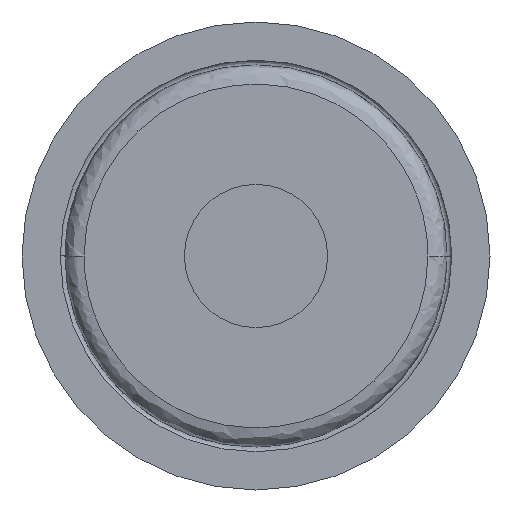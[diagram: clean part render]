
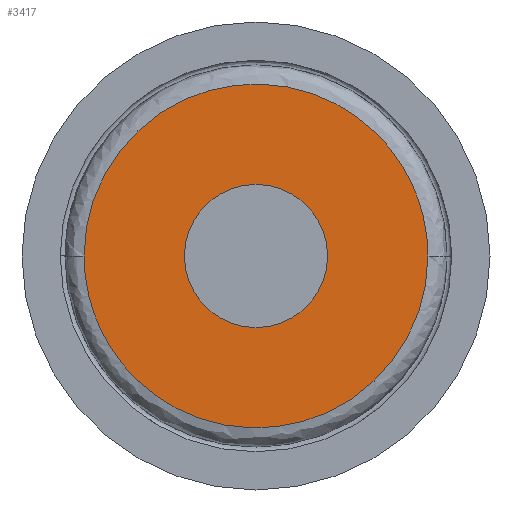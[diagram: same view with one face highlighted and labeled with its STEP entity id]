
A CAD part, front view. The second image highlights one B-rep face of the part: STEP entity #3417.
In plain terms, the highlighted planar face has unit normal (0, -1, 0).
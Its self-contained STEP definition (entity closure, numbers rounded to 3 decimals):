
#1578 = ( BOUNDED_SURFACE() B_SPLINE_SURFACE(3,3,(
    (#1579,#1580,#1581,#1582)
    ,(#1583,#1584,#1585,#1586)
    ,(#1587,#1588,#1589,#1590)
    ,(#1591,#1592,#1593,#1594
)),.UNSPECIFIED.,.F.,.F.,.F.) B_SPLINE_SURFACE_WITH_KNOTS((4,4),(4,4),(
    0.,1.),(0.,1.),.PIECEWISE_BEZIER_KNOTS.) 
GEOMETRIC_REPRESENTATION_ITEM() RATIONAL_B_SPLINE_SURFACE((
    (1.,0.333,0.333,1.)
    ,(0.805,0.268,0.268,0.805)
    ,(0.805,0.268,0.268,0.805)
,(1.,0.333,0.333,1.
))) REPRESENTATION_ITEM('') SURFACE() );
#1579 = CARTESIAN_POINT('',(-20.,0.,0.
    ));
#1580 = CARTESIAN_POINT('',(-20.,0.,40.));
#1581 = CARTESIAN_POINT('',(20.,0.,40.));
#1582 = CARTESIAN_POINT('',(20.,0.,0.)
  );
#1583 = CARTESIAN_POINT('',(-20.,-1.172,
    0.));
#1584 = CARTESIAN_POINT('',(-20.,-1.172,
    40.));
#1585 = CARTESIAN_POINT('',(20.,-1.172,
    40.));
#1586 = CARTESIAN_POINT('',(20.,-1.172,
    0.));
#1587 = CARTESIAN_POINT('',(-19.172,-2.,
    0.));
#1588 = CARTESIAN_POINT('',(-19.172,-2.,
    38.343));
#1589 = CARTESIAN_POINT('',(19.172,-2.,
    38.343));
#1590 = CARTESIAN_POINT('',(19.172,-2.,
    0.));
#1591 = CARTESIAN_POINT('',(-18.,-2.,0.));
#1592 = CARTESIAN_POINT('',(-18.,-2.,36.));
#1593 = CARTESIAN_POINT('',(18.,-2.,36.));
#1594 = CARTESIAN_POINT('',(18.,-2.,0.));
#1632 = VERTEX_POINT('',#1633);
#1633 = CARTESIAN_POINT('',(-18.,-2.,0.));
#1670 = ( BOUNDED_SURFACE() B_SPLINE_SURFACE(3,3,(
    (#1671,#1672,#1673,#1674)
    ,(#1675,#1676,#1677,#1678)
    ,(#1679,#1680,#1681,#1682)
    ,(#1683,#1684,#1685,#1686
)),.UNSPECIFIED.,.F.,.F.,.F.) B_SPLINE_SURFACE_WITH_KNOTS((4,4),(4,4),(
    0.,1.),(0.,1.),.PIECEWISE_BEZIER_KNOTS.) 
GEOMETRIC_REPRESENTATION_ITEM() RATIONAL_B_SPLINE_SURFACE((
    (1.,0.333,0.333,1.)
    ,(0.805,0.268,0.268,0.805)
    ,(0.805,0.268,0.268,0.805)
,(1.,0.333,0.333,1.
))) REPRESENTATION_ITEM('') SURFACE() );
#1671 = CARTESIAN_POINT('',(20.,0.,0.));
#1672 = CARTESIAN_POINT('',(20.,0.,-40.));
#1673 = CARTESIAN_POINT('',(-20.,0.,-40.));
#1674 = CARTESIAN_POINT('',(-20.,0.,0.
    ));
#1675 = CARTESIAN_POINT('',(20.,-1.172,0.));
#1676 = CARTESIAN_POINT('',(20.,-1.172,
    -40.));
#1677 = CARTESIAN_POINT('',(-20.,-1.172,
    -40.));
#1678 = CARTESIAN_POINT('',(-20.,-1.172,
    0.));
#1679 = CARTESIAN_POINT('',(19.172,-2.,0.));
#1680 = CARTESIAN_POINT('',(19.172,-2.,
    -38.343));
#1681 = CARTESIAN_POINT('',(-19.172,-2.,
    -38.343));
#1682 = CARTESIAN_POINT('',(-19.172,-2.,
    0.));
#1683 = CARTESIAN_POINT('',(18.,-2.,0.));
#1684 = CARTESIAN_POINT('',(18.,-2.,-36.));
#1685 = CARTESIAN_POINT('',(-18.,-2.,-36.));
#1686 = CARTESIAN_POINT('',(-18.,-2.,0.));
#1716 = EDGE_CURVE('',#1632,#1717,#1719,.T.);
#1717 = VERTEX_POINT('',#1718);
#1718 = CARTESIAN_POINT('',(18.,-2.,0.));
#1719 = SURFACE_CURVE('',#1720,(#1725,#1731),.PCURVE_S1.);
#1720 = ( BOUNDED_CURVE() B_SPLINE_CURVE(3,(#1721,#1722,#1723,#1724),
.UNSPECIFIED.,.F.,.F.) B_SPLINE_CURVE_WITH_KNOTS((4,4),(0.,1.),
.PIECEWISE_BEZIER_KNOTS.) CURVE() GEOMETRIC_REPRESENTATION_ITEM() 
RATIONAL_B_SPLINE_CURVE((1.,0.333,0.333,1.)) 
REPRESENTATION_ITEM('') );
#1721 = CARTESIAN_POINT('',(-18.,-2.,0.));
#1722 = CARTESIAN_POINT('',(-18.,-2.,36.));
#1723 = CARTESIAN_POINT('',(18.,-2.,36.));
#1724 = CARTESIAN_POINT('',(18.,-2.,0.));
#1725 = PCURVE('',#1578,#1726);
#1726 = DEFINITIONAL_REPRESENTATION('',(#1727),#1730);
#1727 = B_SPLINE_CURVE_WITH_KNOTS('',1,(#1728,#1729),.UNSPECIFIED.,.F.,
  .F.,(2,2),(0.,1.),.PIECEWISE_BEZIER_KNOTS.);
#1728 = CARTESIAN_POINT('',(1.,0.));
#1729 = CARTESIAN_POINT('',(1.,1.));
#1730 = ( GEOMETRIC_REPRESENTATION_CONTEXT(2) 
PARAMETRIC_REPRESENTATION_CONTEXT() REPRESENTATION_CONTEXT('2D SPACE',''
  ) );
#1731 = PCURVE('',#1732,#1737);
#1732 = PLANE('',#1733);
#1733 = AXIS2_PLACEMENT_3D('',#1734,#1735,#1736);
#1734 = CARTESIAN_POINT('',(12.75,-2.,0.));
#1735 = DIRECTION('',(0.,-1.,0.));
#1736 = DIRECTION('',(0.,0.,-1.));
#1737 = DEFINITIONAL_REPRESENTATION('',(#1738),#1743);
#1738 = ( BOUNDED_CURVE() B_SPLINE_CURVE(3,(#1739,#1740,#1741,#1742),
.UNSPECIFIED.,.F.,.F.) B_SPLINE_CURVE_WITH_KNOTS((4,4),(0.,1.),
.PIECEWISE_BEZIER_KNOTS.) CURVE() GEOMETRIC_REPRESENTATION_ITEM() 
RATIONAL_B_SPLINE_CURVE((1.,0.333,0.333,1.)) 
REPRESENTATION_ITEM('') );
#1739 = CARTESIAN_POINT('',(0.,-30.75));
#1740 = CARTESIAN_POINT('',(-36.,-30.75));
#1741 = CARTESIAN_POINT('',(-36.,5.25));
#1742 = CARTESIAN_POINT('',(0.,5.25));
#1743 = ( GEOMETRIC_REPRESENTATION_CONTEXT(2) 
PARAMETRIC_REPRESENTATION_CONTEXT() REPRESENTATION_CONTEXT('2D SPACE',''
  ) );
#2125 = VERTEX_POINT('',#2126);
#2126 = CARTESIAN_POINT('',(0.,-2.,-7.5));
#2133 = CYLINDRICAL_SURFACE('',#2134,7.5);
#2134 = AXIS2_PLACEMENT_3D('',#2135,#2136,#2137);
#2135 = CARTESIAN_POINT('',(0.,-1.8,0.));
#2136 = DIRECTION('',(0.,1.,0.));
#2137 = DIRECTION('',(0.,0.,-1.));
#2145 = CYLINDRICAL_SURFACE('',#2146,7.5);
#2146 = AXIS2_PLACEMENT_3D('',#2147,#2148,#2149);
#2147 = CARTESIAN_POINT('',(0.,-1.8,0.));
#2148 = DIRECTION('',(0.,1.,0.));
#2149 = DIRECTION('',(0.,0.,-1.));
#2157 = EDGE_CURVE('',#2125,#2158,#2160,.T.);
#2158 = VERTEX_POINT('',#2159);
#2159 = CARTESIAN_POINT('',(0.,-2.,7.5));
#2160 = SURFACE_CURVE('',#2161,(#2166,#2173),.PCURVE_S1.);
#2161 = CIRCLE('',#2162,7.5);
#2162 = AXIS2_PLACEMENT_3D('',#2163,#2164,#2165);
#2163 = CARTESIAN_POINT('',(0.,-2.,0.));
#2164 = DIRECTION('',(0.,1.,0.));
#2165 = DIRECTION('',(0.,0.,-1.));
#2166 = PCURVE('',#2133,#2167);
#2167 = DEFINITIONAL_REPRESENTATION('',(#2168),#2172);
#2168 = LINE('',#2169,#2170);
#2169 = CARTESIAN_POINT('',(0.,-0.2));
#2170 = VECTOR('',#2171,1.);
#2171 = DIRECTION('',(1.,0.));
#2172 = ( GEOMETRIC_REPRESENTATION_CONTEXT(2) 
PARAMETRIC_REPRESENTATION_CONTEXT() REPRESENTATION_CONTEXT('2D SPACE',''
  ) );
#2173 = PCURVE('',#1732,#2174);
#2174 = DEFINITIONAL_REPRESENTATION('',(#2175),#2183);
#2175 = ( BOUNDED_CURVE() B_SPLINE_CURVE(2,(#2176,#2177,#2178,#2179,
#2180,#2181,#2182),.UNSPECIFIED.,.T.,.F.) B_SPLINE_CURVE_WITH_KNOTS((1,2
    ,2,2,2,1),(-2.094,0.,2.094,4.189,
6.283,8.378),.UNSPECIFIED.) CURVE() 
GEOMETRIC_REPRESENTATION_ITEM() RATIONAL_B_SPLINE_CURVE((1.,0.5,1.,0.5,
1.,0.5,1.)) REPRESENTATION_ITEM('') );
#2176 = CARTESIAN_POINT('',(7.5,-12.75));
#2177 = CARTESIAN_POINT('',(7.5,-25.74));
#2178 = CARTESIAN_POINT('',(-3.75,-19.245));
#2179 = CARTESIAN_POINT('',(-15.,-12.75));
#2180 = CARTESIAN_POINT('',(-3.75,-6.255));
#2181 = CARTESIAN_POINT('',(7.5,0.24));
#2182 = CARTESIAN_POINT('',(7.5,-12.75));
#2183 = ( GEOMETRIC_REPRESENTATION_CONTEXT(2) 
PARAMETRIC_REPRESENTATION_CONTEXT() REPRESENTATION_CONTEXT('2D SPACE',''
  ) );
#3367 = EDGE_CURVE('',#1717,#1632,#3368,.T.);
#3368 = SURFACE_CURVE('',#3369,(#3374,#3380),.PCURVE_S1.);
#3369 = ( BOUNDED_CURVE() B_SPLINE_CURVE(3,(#3370,#3371,#3372,#3373),
.UNSPECIFIED.,.F.,.F.) B_SPLINE_CURVE_WITH_KNOTS((4,4),(0.,1.),
.PIECEWISE_BEZIER_KNOTS.) CURVE() GEOMETRIC_REPRESENTATION_ITEM() 
RATIONAL_B_SPLINE_CURVE((1.,0.333,0.333,1.)) 
REPRESENTATION_ITEM('') );
#3370 = CARTESIAN_POINT('',(18.,-2.,0.));
#3371 = CARTESIAN_POINT('',(18.,-2.,-36.));
#3372 = CARTESIAN_POINT('',(-18.,-2.,-36.));
#3373 = CARTESIAN_POINT('',(-18.,-2.,0.));
#3374 = PCURVE('',#1670,#3375);
#3375 = DEFINITIONAL_REPRESENTATION('',(#3376),#3379);
#3376 = B_SPLINE_CURVE_WITH_KNOTS('',1,(#3377,#3378),.UNSPECIFIED.,.F.,
  .F.,(2,2),(0.,1.),.PIECEWISE_BEZIER_KNOTS.);
#3377 = CARTESIAN_POINT('',(1.,0.));
#3378 = CARTESIAN_POINT('',(1.,1.));
#3379 = ( GEOMETRIC_REPRESENTATION_CONTEXT(2) 
PARAMETRIC_REPRESENTATION_CONTEXT() REPRESENTATION_CONTEXT('2D SPACE',''
  ) );
#3380 = PCURVE('',#1732,#3381);
#3381 = DEFINITIONAL_REPRESENTATION('',(#3382),#3387);
#3382 = ( BOUNDED_CURVE() B_SPLINE_CURVE(3,(#3383,#3384,#3385,#3386),
.UNSPECIFIED.,.F.,.F.) B_SPLINE_CURVE_WITH_KNOTS((4,4),(0.,1.),
.PIECEWISE_BEZIER_KNOTS.) CURVE() GEOMETRIC_REPRESENTATION_ITEM() 
RATIONAL_B_SPLINE_CURVE((1.,0.333,0.333,1.)) 
REPRESENTATION_ITEM('') );
#3383 = CARTESIAN_POINT('',(0.,5.25));
#3384 = CARTESIAN_POINT('',(36.,5.25));
#3385 = CARTESIAN_POINT('',(36.,-30.75));
#3386 = CARTESIAN_POINT('',(0.,-30.75));
#3387 = ( GEOMETRIC_REPRESENTATION_CONTEXT(2) 
PARAMETRIC_REPRESENTATION_CONTEXT() REPRESENTATION_CONTEXT('2D SPACE',''
  ) );
#3417 = ADVANCED_FACE('',(#3418,#3422),#1732,.T.);
#3418 = FACE_BOUND('',#3419,.T.);
#3419 = EDGE_LOOP('',(#3420,#3421));
#3420 = ORIENTED_EDGE('',*,*,#3367,.F.);
#3421 = ORIENTED_EDGE('',*,*,#1716,.F.);
#3422 = FACE_BOUND('',#3423,.T.);
#3423 = EDGE_LOOP('',(#3424,#3425));
#3424 = ORIENTED_EDGE('',*,*,#2157,.T.);
#3425 = ORIENTED_EDGE('',*,*,#3426,.T.);
#3426 = EDGE_CURVE('',#2158,#2125,#3427,.T.);
#3427 = SURFACE_CURVE('',#3428,(#3433,#3444),.PCURVE_S1.);
#3428 = CIRCLE('',#3429,7.5);
#3429 = AXIS2_PLACEMENT_3D('',#3430,#3431,#3432);
#3430 = CARTESIAN_POINT('',(0.,-2.,0.));
#3431 = DIRECTION('',(0.,1.,0.));
#3432 = DIRECTION('',(0.,0.,-1.));
#3433 = PCURVE('',#1732,#3434);
#3434 = DEFINITIONAL_REPRESENTATION('',(#3435),#3443);
#3435 = ( BOUNDED_CURVE() B_SPLINE_CURVE(2,(#3436,#3437,#3438,#3439,
#3440,#3441,#3442),.UNSPECIFIED.,.T.,.F.) B_SPLINE_CURVE_WITH_KNOTS((1,2
    ,2,2,2,1),(-2.094,0.,2.094,4.189,
6.283,8.378),.UNSPECIFIED.) CURVE() 
GEOMETRIC_REPRESENTATION_ITEM() RATIONAL_B_SPLINE_CURVE((1.,0.5,1.,0.5,
1.,0.5,1.)) REPRESENTATION_ITEM('') );
#3436 = CARTESIAN_POINT('',(7.5,-12.75));
#3437 = CARTESIAN_POINT('',(7.5,-25.74));
#3438 = CARTESIAN_POINT('',(-3.75,-19.245));
#3439 = CARTESIAN_POINT('',(-15.,-12.75));
#3440 = CARTESIAN_POINT('',(-3.75,-6.255));
#3441 = CARTESIAN_POINT('',(7.5,0.24));
#3442 = CARTESIAN_POINT('',(7.5,-12.75));
#3443 = ( GEOMETRIC_REPRESENTATION_CONTEXT(2) 
PARAMETRIC_REPRESENTATION_CONTEXT() REPRESENTATION_CONTEXT('2D SPACE',''
  ) );
#3444 = PCURVE('',#2145,#3445);
#3445 = DEFINITIONAL_REPRESENTATION('',(#3446),#3450);
#3446 = LINE('',#3447,#3448);
#3447 = CARTESIAN_POINT('',(0.,-0.2));
#3448 = VECTOR('',#3449,1.);
#3449 = DIRECTION('',(1.,0.));
#3450 = ( GEOMETRIC_REPRESENTATION_CONTEXT(2) 
PARAMETRIC_REPRESENTATION_CONTEXT() REPRESENTATION_CONTEXT('2D SPACE',''
  ) );
